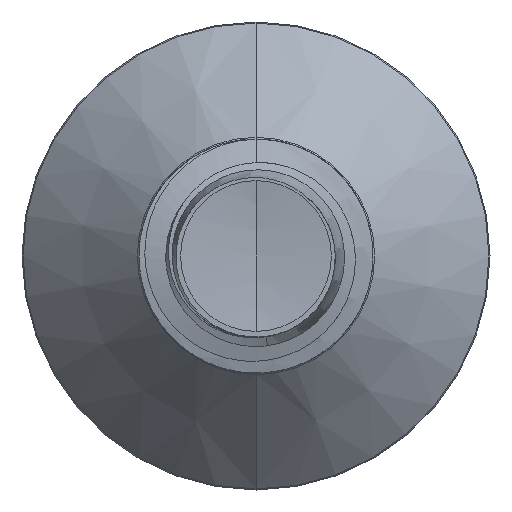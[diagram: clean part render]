
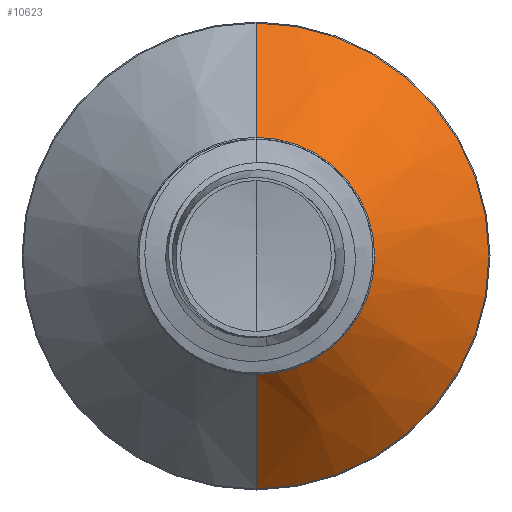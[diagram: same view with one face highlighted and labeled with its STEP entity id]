
A CAD part, front view. The second image highlights one B-rep face of the part: STEP entity #10623.
In plain terms, the highlighted conical face has half-angle 45 degrees and reference radius 1.522 mm.
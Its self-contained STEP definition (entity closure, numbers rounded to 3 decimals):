
#264 = DIRECTION ( 'NONE',  ( 0., 1., 0. ) ) ;
#953 = ORIENTED_EDGE ( 'NONE', *, *, #7868, .T. ) ;
#1824 = AXIS2_PLACEMENT_3D ( 'NONE', #13122, #2619, #14849 ) ;
#2083 = VECTOR ( 'NONE', #9972, 1000. ) ;
#2169 = CARTESIAN_POINT ( 'NONE',  ( 0., 7.972, 0. ) ) ;
#2463 = DIRECTION ( 'NONE',  ( 0., 1., 0. ) ) ;
#2619 = DIRECTION ( 'NONE',  ( 0., 1., 0. ) ) ;
#4163 = ORIENTED_EDGE ( 'NONE', *, *, #20001, .F. ) ;
#4345 = CARTESIAN_POINT ( 'NONE',  ( 0., 9.437, 2.987 ) ) ;
#4926 = VECTOR ( 'NONE', #7584, 1000. ) ;
#5569 = CARTESIAN_POINT ( 'NONE',  ( 0., 7.972, 1.522 ) ) ;
#5813 = FACE_OUTER_BOUND ( 'NONE', #11911, .T. ) ;
#5946 = ORIENTED_EDGE ( 'NONE', *, *, #21569, .T. ) ;
#7584 = DIRECTION ( 'NONE',  ( 0., 0.707, 0.707 ) ) ;
#7664 = CARTESIAN_POINT ( 'NONE',  ( 0., 7.972, 1.522 ) ) ;
#7868 = EDGE_CURVE ( 'NONE', #14018, #8705, #16562, .T. ) ;
#8705 = VERTEX_POINT ( 'NONE', #15995 ) ;
#9262 = ORIENTED_EDGE ( 'NONE', *, *, #17760, .F. ) ;
#9972 = DIRECTION ( 'NONE',  ( 0., 0.707, -0.707 ) ) ;
#10158 = LINE ( 'NONE', #7664, #4926 ) ;
#10295 = VERTEX_POINT ( 'NONE', #5569 ) ;
#10623 = ADVANCED_FACE ( 'NONE', ( #5813 ), #18396, .T. ) ;
#11637 = CARTESIAN_POINT ( 'NONE',  ( 0., 7.972, -1.522 ) ) ;
#11911 = EDGE_LOOP ( 'NONE', ( #5946, #953, #4163, #9262 ) ) ;
#12777 = DIRECTION ( 'NONE',  ( 0., 0., 1. ) ) ;
#12973 = CARTESIAN_POINT ( 'NONE',  ( 0., 7.972, 0. ) ) ;
#13122 = CARTESIAN_POINT ( 'NONE',  ( 0., 9.437, 0. ) ) ;
#14018 = VERTEX_POINT ( 'NONE', #21974 ) ;
#14109 = CIRCLE ( 'NONE', #1824, 2.987 ) ;
#14700 = DIRECTION ( 'NONE',  ( 0., 0., 1. ) ) ;
#14722 = CIRCLE ( 'NONE', #21126, 1.522 ) ;
#14849 = DIRECTION ( 'NONE',  ( 0., 0., 1. ) ) ;
#15995 = CARTESIAN_POINT ( 'NONE',  ( 0., 9.437, -2.987 ) ) ;
#16562 = LINE ( 'NONE', #11637, #2083 ) ;
#17760 = EDGE_CURVE ( 'NONE', #10295, #18779, #10158, .T. ) ;
#18396 = CONICAL_SURFACE ( 'NONE', #21665, 1.522, 0.785 ) ;
#18779 = VERTEX_POINT ( 'NONE', #4345 ) ;
#20001 = EDGE_CURVE ( 'NONE', #18779, #8705, #14109, .T. ) ;
#21126 = AXIS2_PLACEMENT_3D ( 'NONE', #12973, #2463, #14700 ) ;
#21569 = EDGE_CURVE ( 'NONE', #10295, #14018, #14722, .T. ) ;
#21665 = AXIS2_PLACEMENT_3D ( 'NONE', #2169, #264, #12777 ) ;
#21974 = CARTESIAN_POINT ( 'NONE',  ( 0., 7.972, -1.522 ) ) ;
